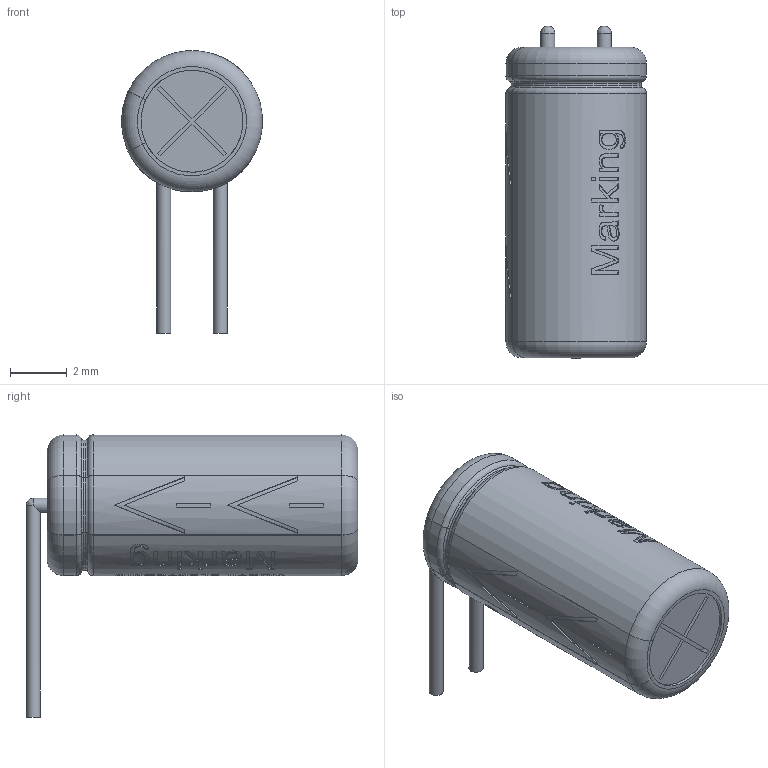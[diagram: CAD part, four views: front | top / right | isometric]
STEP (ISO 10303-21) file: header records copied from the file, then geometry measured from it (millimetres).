
FILE_DESCRIPTION(/* description */ ('Unknown','CAx-IF Rec.Pracs.---Representation and Presentation of Product Manufacturing Information (PMI)---4.0---2014-10-13'),/* implementation_level */ '2;1');
FILE_NAME(/* name */ '860020372006_bend.step',/* time_stamp */ '2025-01-10T14:39:34+01:00',/* author */ (''),/* organization */ (''),/* preprocessor_version */ 'ST-DEVELOPER v20',/* originating_system */ 'Autodesk Translation Framework v13.20.0.188',/* authorisation */ '');
FILE_SCHEMA (('AP242_MANAGED_MODEL_BASED_3D_ENGINEERING_MIM_LF { 1 0 10303 442 1 1 4 }'));
Length unit declared in the file: millimetre
Products named in the file (3): 860020372006_bend; 1; 2
Assembly tree (2 placements, depth 2):
  860020372006_bend
    1
    2
Bounding box: 4.98 x 11.75 x 9.99 mm (x, y, z)
Volume: 210.3 mm3; surface area: 624.4 mm2
Topology: 2 solids, 3 shells, 531 faces, 1351 edges, 891 vertices
Faces by surface type: plane 278, bspline 138, cylinder 91, torus 24
Full cylindrical faces by diameter (mm): 0.5 x4, 0.556 x1, 0.694 x1, 1.111 x1, 1.25 x1, 2.778 x1, 2.917 x1, 3.333 x1, 3.472 x1, 3.611 x2, 3.869 x2, 4.416 x1, 4.436 x1, 4.78 x2, 4.8 x2
Entity records: 25089 total; most frequent: CARTESIAN_POINT 12240, ORIENTED_EDGE 2694, DIRECTION 2237, EDGE_CURVE 1347, VERTEX_POINT 891, AXIS2_PLACEMENT_3D 757, LINE 723, VECTOR 723
